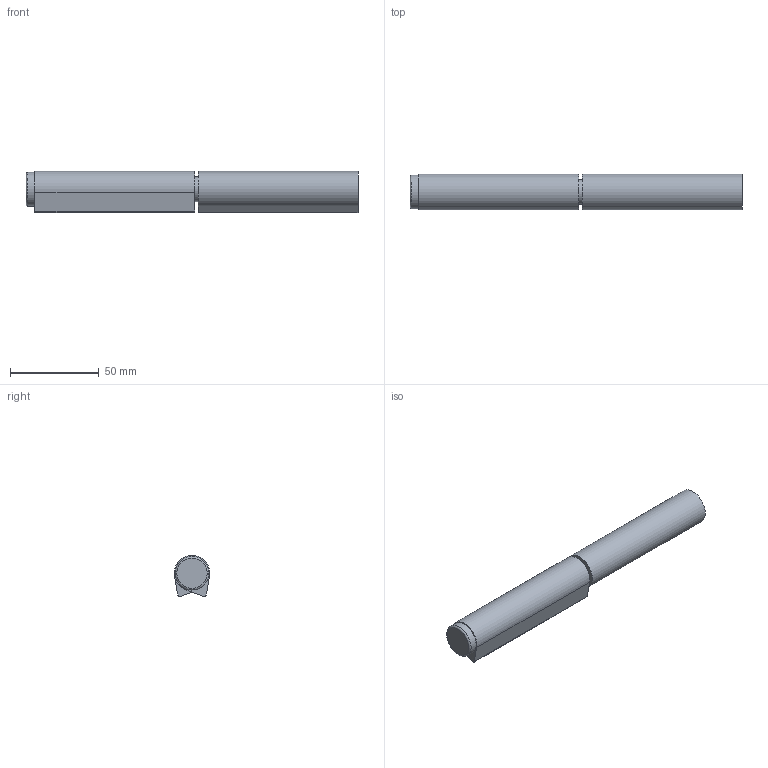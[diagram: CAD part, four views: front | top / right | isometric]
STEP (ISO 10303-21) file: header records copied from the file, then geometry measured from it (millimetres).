
FILE_DESCRIPTION(/* description */ (''),/* implementation_level */ '2;1');
FILE_NAME(/* name */ '1514SOR.stp',/* time_stamp */ '2019-08-05T13:42:18+02:00',/* author */ ('DOMINIQUE'),/* organization */ (''),/* preprocessor_version */ 'ST-DEVELOPER v17.2',/* originating_system */ 'Autodesk Inventor 2019',/* authorisation */ '');
FILE_SCHEMA (('AUTOMOTIVE_DESIGN { 1 0 10303 214 3 1 1 }'));
Length unit declared in the file: millimetre
Products named in the file (8): 1514SOR; 1514SOR-3; 1514SOR-1; 1514SOR-2; JIS B 1177 Bout plat - M16 x 12; 1514SOR-4; 1514SOR-5; 1514SOR-6
Assembly tree (7 placements, depth 2):
  1514SOR
    1514SOR-3
    1514SOR-1
    1514SOR-2
    JIS B 1177 Bout plat - M16 x 12
    1514SOR-4
    1514SOR-5
    1514SOR-6
Bounding box: 186.6 x 20 x 23.12 mm (x, y, z)
Volume: 61115.2 mm3; surface area: 29196.4 mm2
Topology: 7 solids, 7 shells, 83 faces, 204 edges, 147 vertices
Faces by surface type: plane 42, cylinder 26, cone 9, sphere 4, torus 2
Full cylindrical faces by diameter (mm): 3 x1, 7 x1, 10 x2, 11 x1, 12 x2, 13.95 x1, 14 x4, 14.1 x2, 16 x2, 17.4 x3, 19 x1
Entity records: 2840 total; most frequent: DIRECTION 497, CARTESIAN_POINT 458, ORIENTED_EDGE 398, AXIS2_PLACEMENT_3D 207, EDGE_CURVE 199, VERTEX_POINT 147, CIRCLE 109, EDGE_LOOP 104
